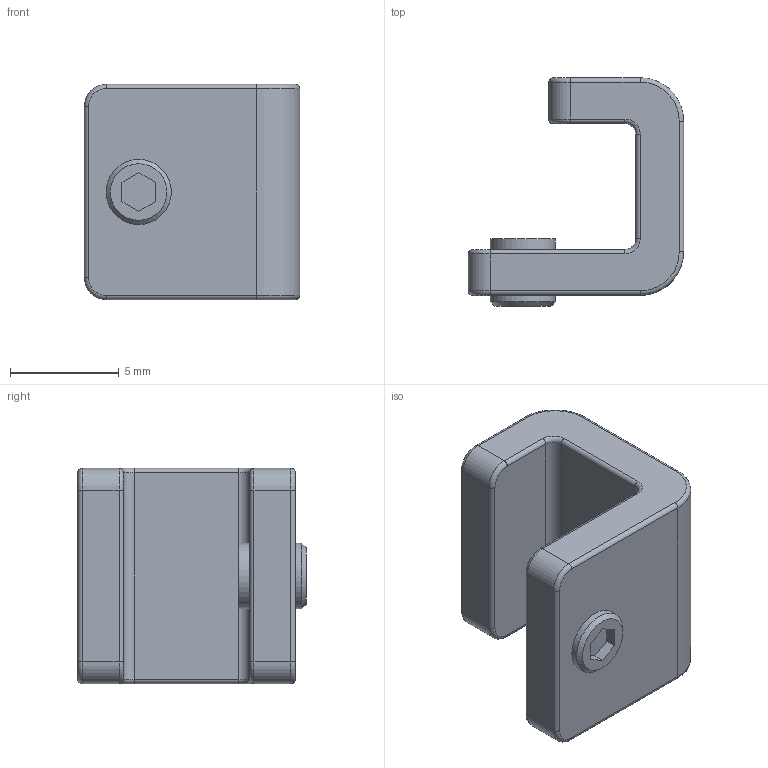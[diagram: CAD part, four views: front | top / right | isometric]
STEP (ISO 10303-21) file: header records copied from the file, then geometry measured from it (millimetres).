
FILE_DESCRIPTION(/* description */ (''),/* implementation_level */ '2;1');
FILE_NAME(/* name */ 'staple.stp',/* time_stamp */ '2020-11-19T20:29:37+03:00',/* author */ ('Max'),/* organization */ (''),/* preprocessor_version */ 'ST-DEVELOPER v16.5',/* originating_system */ 'Autodesk Inventor 2017',/* authorisation */ '');
FILE_SCHEMA (('AUTOMOTIVE_DESIGN { 1 0 10303 214 3 1 1 }'));
Length unit declared in the file: millimetre
Products named in the file (1): скоба
Bounding box: 9.9 x 10.5 x 9.9 mm (x, y, z)
Volume: 448.1 mm3; surface area: 537.3 mm2
Topology: 1 solids, 1 shells, 62 faces, 138 edges, 81 vertices
Faces by surface type: cylinder 26, plane 19, torus 16, cone 1
Full cylindrical faces by diameter (mm): 3 x2
Entity records: 1735 total; most frequent: DIRECTION 330, CARTESIAN_POINT 279, ORIENTED_EDGE 270, EDGE_CURVE 135, AXIS2_PLACEMENT_3D 132, VERTEX_POINT 81, CIRCLE 69, EDGE_LOOP 68
